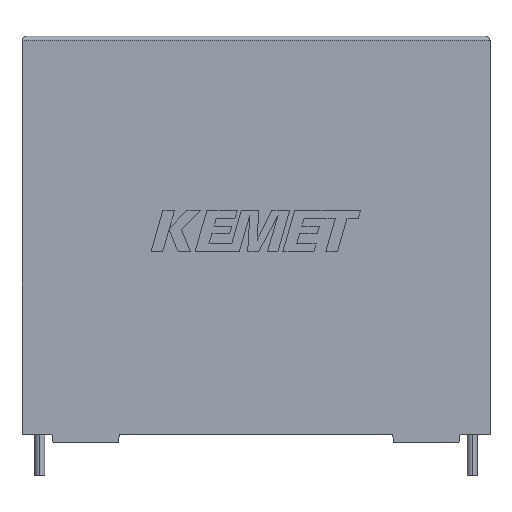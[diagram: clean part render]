
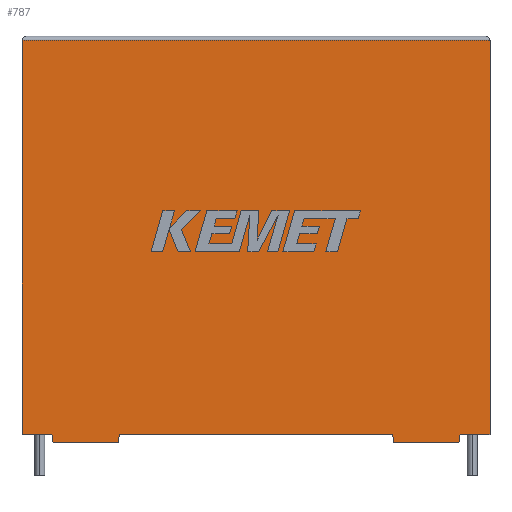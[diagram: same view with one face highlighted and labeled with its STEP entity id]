
A CAD part, top view. The second image highlights one B-rep face of the part: STEP entity #787.
In plain terms, the highlighted planar face has unit normal (0, 0, 1).
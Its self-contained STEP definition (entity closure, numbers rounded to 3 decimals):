
#14 = CARTESIAN_POINT ( 'NONE',  ( 3.777, -0.986, 34.3 ) ) ;
#15 = EDGE_CURVE ( 'NONE', #2634, #966, #1789, .T. ) ;
#56 = VERTEX_POINT ( 'NONE', #1182 ) ;
#136 = CARTESIAN_POINT ( 'NONE',  ( 56.8, 0., 34.3 ) ) ;
#138 = CARTESIAN_POINT ( 'NONE',  ( 45.128, -0.986, 34.3 ) ) ;
#153 = EDGE_LOOP ( 'NONE', ( #3080, #2007, #1676, #2519, #2939, #2599, #544, #802, #1614, #418, #2898, #423 ) ) ;
#154 = VERTEX_POINT ( 'NONE', #138 ) ;
#186 = DIRECTION ( 'NONE',  ( -0.15, 0.989, 0. ) ) ;
#248 = EDGE_CURVE ( 'NONE', #154, #964, #1123, .T. ) ;
#261 = VERTEX_POINT ( 'NONE', #1456 ) ;
#277 = VERTEX_POINT ( 'NONE', #2979 ) ;
#284 = DIRECTION ( 'NONE',  ( 1., 0., 0. ) ) ;
#295 = VECTOR ( 'NONE', #186, 1000. ) ;
#321 = LINE ( 'NONE', #2380, #1277 ) ;
#418 = ORIENTED_EDGE ( 'NONE', *, *, #2109, .F. ) ;
#423 = ORIENTED_EDGE ( 'NONE', *, *, #767, .T. ) ;
#436 = VERTEX_POINT ( 'NONE', #1103 ) ;
#446 = VERTEX_POINT ( 'NONE', #2887 ) ;
#457 = CARTESIAN_POINT ( 'NONE',  ( 53.023, -0.986, 34.3 ) ) ;
#501 = EDGE_CURVE ( 'NONE', #1293, #2634, #1120, .T. ) ;
#544 = ORIENTED_EDGE ( 'NONE', *, *, #1685, .T. ) ;
#564 = LINE ( 'NONE', #1753, #993 ) ;
#590 = EDGE_CURVE ( 'NONE', #733, #436, #2873, .T. ) ;
#593 = DIRECTION ( 'NONE',  ( 0., -1., 0. ) ) ;
#623 = CARTESIAN_POINT ( 'NONE',  ( 11.822, 0., 34.3 ) ) ;
#629 = DIRECTION ( 'NONE',  ( -1., 0., 0. ) ) ;
#644 = EDGE_CURVE ( 'NONE', #966, #56, #2834, .T. ) ;
#684 = DIRECTION ( 'NONE',  ( 1., 0., 0. ) ) ;
#693 = EDGE_CURVE ( 'NONE', #277, #1293, #1239, .T. ) ;
#698 = CARTESIAN_POINT ( 'NONE',  ( 45.128, -0.986, 34.3 ) ) ;
#733 = VERTEX_POINT ( 'NONE', #2031 ) ;
#759 = EDGE_CURVE ( 'NONE', #446, #261, #2905, .T. ) ;
#767 = EDGE_CURVE ( 'NONE', #733, #277, #564, .T. ) ;
#787 = ADVANCED_FACE ( 'NONE', ( #2207 ), #1073, .F. ) ;
#802 = ORIENTED_EDGE ( 'NONE', *, *, #2388, .T. ) ;
#905 = CARTESIAN_POINT ( 'NONE',  ( 53.173, 0., 34.3 ) ) ;
#964 = VERTEX_POINT ( 'NONE', #3157 ) ;
#966 = VERTEX_POINT ( 'NONE', #2153 ) ;
#993 = VECTOR ( 'NONE', #1775, 1000. ) ;
#1002 = VECTOR ( 'NONE', #629, 1000. ) ;
#1073 = PLANE ( 'NONE',  #2884 ) ;
#1103 = CARTESIAN_POINT ( 'NONE',  ( 53.023, -0.986, 34.3 ) ) ;
#1120 = LINE ( 'NONE', #3098, #1002 ) ;
#1123 = LINE ( 'NONE', #698, #295 ) ;
#1159 = DIRECTION ( 'NONE',  ( -0.15, -0.989, 0. ) ) ;
#1182 = CARTESIAN_POINT ( 'NONE',  ( 3.627, 0., 34.3 ) ) ;
#1239 = LINE ( 'NONE', #136, #1589 ) ;
#1277 = VECTOR ( 'NONE', #1636, 1000. ) ;
#1293 = VERTEX_POINT ( 'NONE', #2736 ) ;
#1372 = CARTESIAN_POINT ( 'NONE',  ( 0., 0., 34.3 ) ) ;
#1383 = VECTOR ( 'NONE', #2345, 1000. ) ;
#1410 = CARTESIAN_POINT ( 'NONE',  ( 0., 0., 34.3 ) ) ;
#1456 = CARTESIAN_POINT ( 'NONE',  ( 11.672, -0.986, 34.3 ) ) ;
#1458 = LINE ( 'NONE', #457, #2194 ) ;
#1589 = VECTOR ( 'NONE', #2930, 1000. ) ;
#1602 = EDGE_CURVE ( 'NONE', #56, #446, #321, .T. ) ;
#1614 = ORIENTED_EDGE ( 'NONE', *, *, #248, .F. ) ;
#1621 = DIRECTION ( 'NONE',  ( -1., 0., 0. ) ) ;
#1628 = CARTESIAN_POINT ( 'NONE',  ( 11.672, -0.986, 34.3 ) ) ;
#1636 = DIRECTION ( 'NONE',  ( 0.15, -0.989, 0. ) ) ;
#1676 = ORIENTED_EDGE ( 'NONE', *, *, #15, .T. ) ;
#1677 = VERTEX_POINT ( 'NONE', #623 ) ;
#1685 = EDGE_CURVE ( 'NONE', #261, #1677, #2246, .T. ) ;
#1753 = CARTESIAN_POINT ( 'NONE',  ( 0., 0., 34.3 ) ) ;
#1766 = VECTOR ( 'NONE', #284, 1000. ) ;
#1775 = DIRECTION ( 'NONE',  ( 1., 0., 0. ) ) ;
#1789 = LINE ( 'NONE', #2090, #1857 ) ;
#1857 = VECTOR ( 'NONE', #593, 1000. ) ;
#1928 = VECTOR ( 'NONE', #2297, 1000. ) ;
#2007 = ORIENTED_EDGE ( 'NONE', *, *, #501, .T. ) ;
#2031 = CARTESIAN_POINT ( 'NONE',  ( 53.173, 0., 34.3 ) ) ;
#2090 = CARTESIAN_POINT ( 'NONE',  ( 0., 0., 34.3 ) ) ;
#2100 = DIRECTION ( 'NONE',  ( 0., 0., -1. ) ) ;
#2109 = EDGE_CURVE ( 'NONE', #436, #154, #1458, .T. ) ;
#2153 = CARTESIAN_POINT ( 'NONE',  ( 0., 0., 34.3 ) ) ;
#2194 = VECTOR ( 'NONE', #2956, 1000. ) ;
#2207 = FACE_OUTER_BOUND ( 'NONE', #153, .T. ) ;
#2246 = LINE ( 'NONE', #1628, #1383 ) ;
#2297 = DIRECTION ( 'NONE',  ( 1., 0., 0. ) ) ;
#2345 = DIRECTION ( 'NONE',  ( 0.15, 0.989, 0. ) ) ;
#2380 = CARTESIAN_POINT ( 'NONE',  ( 3.627, 0., 34.3 ) ) ;
#2388 = EDGE_CURVE ( 'NONE', #1677, #964, #2433, .T. ) ;
#2433 = LINE ( 'NONE', #2554, #1766 ) ;
#2519 = ORIENTED_EDGE ( 'NONE', *, *, #644, .T. ) ;
#2554 = CARTESIAN_POINT ( 'NONE',  ( 0., 0., 34.3 ) ) ;
#2599 = ORIENTED_EDGE ( 'NONE', *, *, #759, .T. ) ;
#2634 = VERTEX_POINT ( 'NONE', #3178 ) ;
#2736 = CARTESIAN_POINT ( 'NONE',  ( 56.8, 47.814, 34.3 ) ) ;
#2763 = VECTOR ( 'NONE', #684, 1000. ) ;
#2834 = LINE ( 'NONE', #1410, #2763 ) ;
#2873 = LINE ( 'NONE', #905, #3072 ) ;
#2884 = AXIS2_PLACEMENT_3D ( 'NONE', #1372, #2100, #1621 ) ;
#2887 = CARTESIAN_POINT ( 'NONE',  ( 3.777, -0.986, 34.3 ) ) ;
#2898 = ORIENTED_EDGE ( 'NONE', *, *, #590, .F. ) ;
#2905 = LINE ( 'NONE', #14, #1928 ) ;
#2930 = DIRECTION ( 'NONE',  ( 0., 1., 0. ) ) ;
#2939 = ORIENTED_EDGE ( 'NONE', *, *, #1602, .T. ) ;
#2956 = DIRECTION ( 'NONE',  ( -1., 0., 0. ) ) ;
#2979 = CARTESIAN_POINT ( 'NONE',  ( 56.8, 0., 34.3 ) ) ;
#3072 = VECTOR ( 'NONE', #1159, 1000. ) ;
#3080 = ORIENTED_EDGE ( 'NONE', *, *, #693, .T. ) ;
#3098 = CARTESIAN_POINT ( 'NONE',  ( 0., 47.814, 34.3 ) ) ;
#3157 = CARTESIAN_POINT ( 'NONE',  ( 44.978, 0., 34.3 ) ) ;
#3178 = CARTESIAN_POINT ( 'NONE',  ( 0., 47.814, 34.3 ) ) ;
